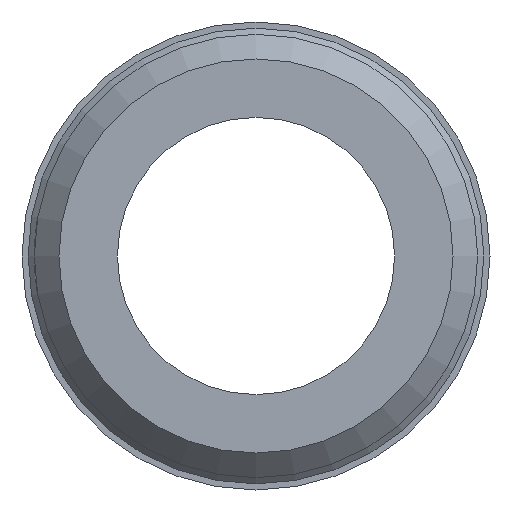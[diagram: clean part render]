
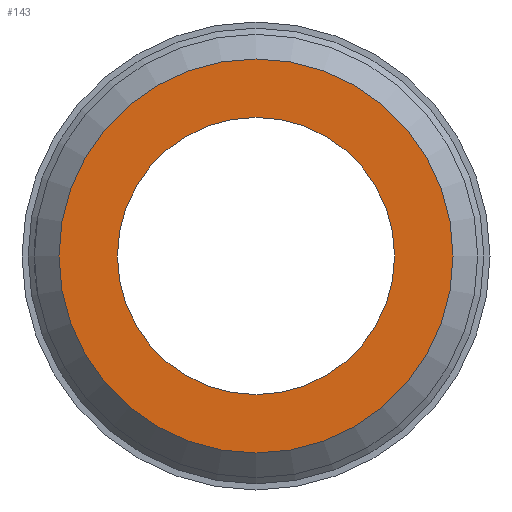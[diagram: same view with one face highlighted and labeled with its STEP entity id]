
A CAD part, left-side view. The second image highlights one B-rep face of the part: STEP entity #143.
In plain terms, the highlighted planar face has unit normal (-1, 0, 0).
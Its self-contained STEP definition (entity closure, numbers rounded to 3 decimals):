
#143=ADVANCED_FACE('',(#417,#419),#421,.T.);
#417=FACE_BOUND('',#418,.T.);
#418=EDGE_LOOP('',(#623));
#419=FACE_BOUND('',#420,.T.);
#420=EDGE_LOOP('',(#624));
#421=PLANE('',#422);
#422=AXIS2_PLACEMENT_3D('',#423,#424,#425);
#423=CARTESIAN_POINT('',(-28.366,0.,0.));
#424=DIRECTION('',(-1.,0.,0.));
#425=DIRECTION('',(0.,-1.,0.));
#623=ORIENTED_EDGE('',*,*,#674,.T.);
#624=ORIENTED_EDGE('',*,*,#678,.F.);
#674=EDGE_CURVE('',#717,#717,#718,.T.);
#678=EDGE_CURVE('',#725,#725,#726,.T.);
#717=VERTEX_POINT('',#1062);
#718=CIRCLE('',#1063,64.);
#725=VERTEX_POINT('',#1082);
#726=CIRCLE('',#1083,45.);
#1062=CARTESIAN_POINT('',(-28.366,-64.,0.));
#1063=AXIS2_PLACEMENT_3D('',#1064,#1065,#1066);
#1064=CARTESIAN_POINT('',(-28.366,0.,0.));
#1065=DIRECTION('',(-1.,0.,0.));
#1066=DIRECTION('',(0.,-1.,0.));
#1082=CARTESIAN_POINT('',(-28.366,-45.,0.));
#1083=AXIS2_PLACEMENT_3D('',#1084,#1085,#1086);
#1084=CARTESIAN_POINT('',(-28.366,0.,0.));
#1085=DIRECTION('',(-1.,0.,0.));
#1086=DIRECTION('',(0.,-1.,0.));
